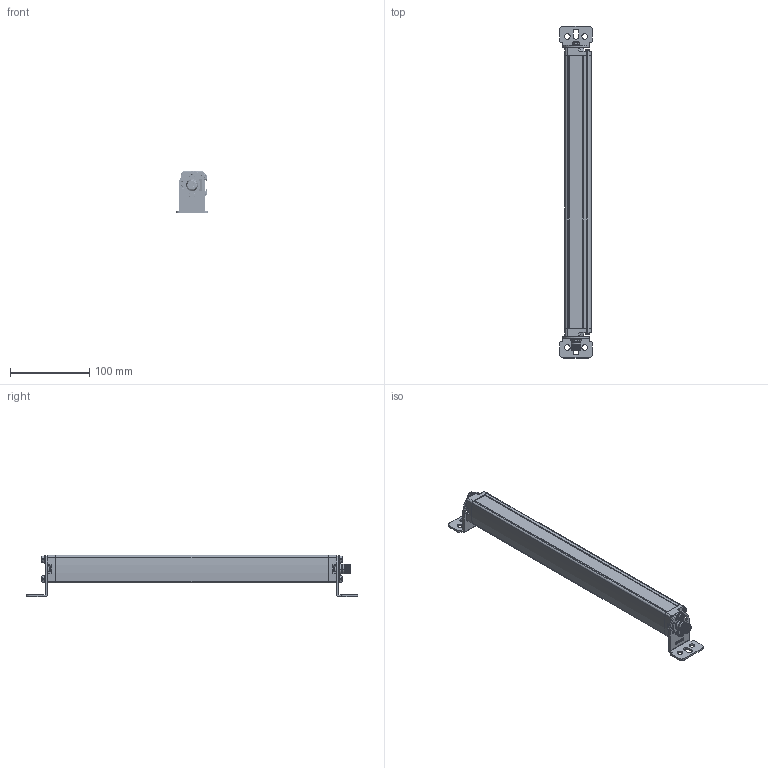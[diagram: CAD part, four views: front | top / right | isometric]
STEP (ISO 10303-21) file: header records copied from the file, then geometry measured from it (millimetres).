
FILE_DESCRIPTION((''),'2;1');
FILE_NAME('139578_ASM','2016-02-25T',('pdmadmin'),(''),'PRO/ENGINEER BY PARAMETRIC TECHNOLOGY CORPORATION, 2013230','PRO/ENGINEER BY PARAMETRIC TECHNOLOGY CORPORATION, 2013230','');
FILE_SCHEMA(('CONFIG_CONTROL_DESIGN'));
Length unit declared in the file: millimetre
Products named in the file (14): 138348; 119679; 137994; 63529; 117992; 116776; 138894_ASM; 137996_AF2; 114466; 137993; 137996_AF3; 137998_GENERIC; 58892_GENERIC; 139578_ASM
Assembly tree (23 placements, depth 3):
  139578_ASM
    138348
    119679
    138894_ASM
      137994
      63529
      117992
      116776  x2
    137996_AF2
    114466  x6
    137993
    137996_AF3
    137998_GENERIC  x2
    58892_GENERIC  x4
Bounding box: 41.4 x 420 x 52.49 mm (x, y, z)
Volume: 176329.2 mm3; surface area: 138924.7 mm2
Topology: 22 solids, 29 shells, 3293 faces, 9132 edges, 5945 vertices
Faces by surface type: plane 1815, cylinder 1128, bspline 206, torus 66, sphere 48, cone 30
Entity records: 70290 total; most frequent: CARTESIAN_POINT 23974, ORIENTED_EDGE 9822, DIRECTION 9362, EDGE_CURVE 4925, VECTOR 3244, LINE 3244, VERTEX_POINT 3198, AXIS2_PLACEMENT_3D 3059
